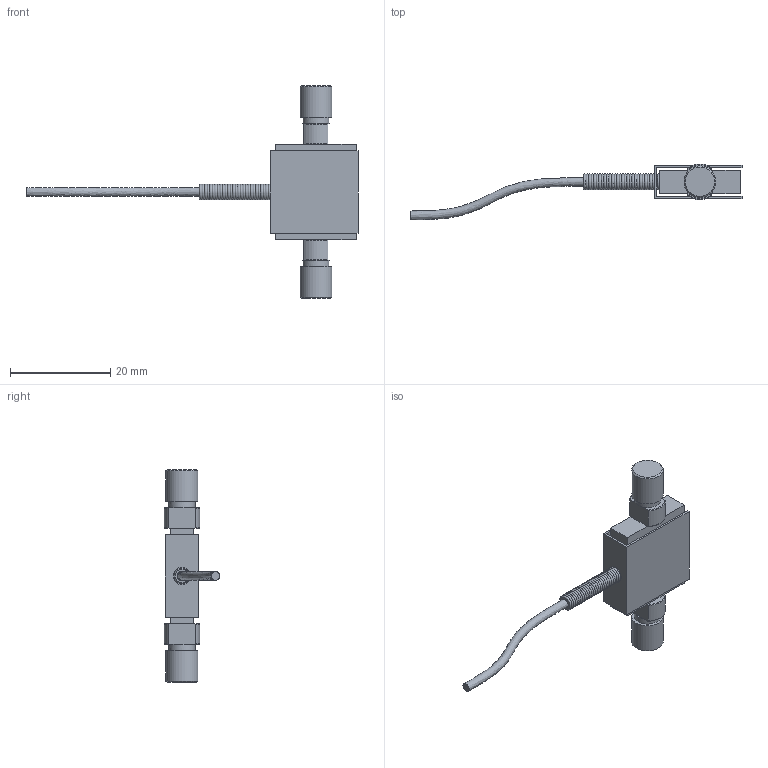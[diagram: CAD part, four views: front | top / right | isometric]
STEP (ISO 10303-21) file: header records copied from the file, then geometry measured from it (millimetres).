
FILE_DESCRIPTION((''),'2;1');
FILE_NAME('LRM200.stp','2010-12-01T16:24:48',('thomasl'),(''),'Autodesk Inventor 2008','Autodesk Inventor 2008','');
FILE_SCHEMA(('AUTOMOTIVE_DESIGN { 1 0 10303 214 1 1 1 1 }'));
Length unit declared in the file: inch
Products named in the file (5): LRM200 (LevelofDetail1); ~PART1 (~1); 99CD; 99CDA; 99CDB
Assembly tree (4 placements, depth 3):
  LRM200 (LevelofDetail1)
    ~PART1 (~1)
      99CD
      99CDA
      99CDB
Bounding box: 66.16 x 11.12 x 42.42 mm (x, y, z)
Volume: 2605.8 mm3; surface area: 3358 mm2
Topology: 3 solids, 3 shells, 93 faces, 206 edges, 122 vertices
Faces by surface type: plane 41, torus 30, cone 11, cylinder 10, bspline 1
Full cylindrical faces by diameter (mm): 3.175 x1, 3.454 x1, 5.243 x2, 6.35 x2
Entity records: 2515 total; most frequent: CARTESIAN_POINT 519, DIRECTION 414, ORIENTED_EDGE 324, AXIS2_PLACEMENT_3D 169, EDGE_CURVE 162, EDGE_LOOP 137, VERTEX_POINT 117, FACE_OUTER_BOUND 93
